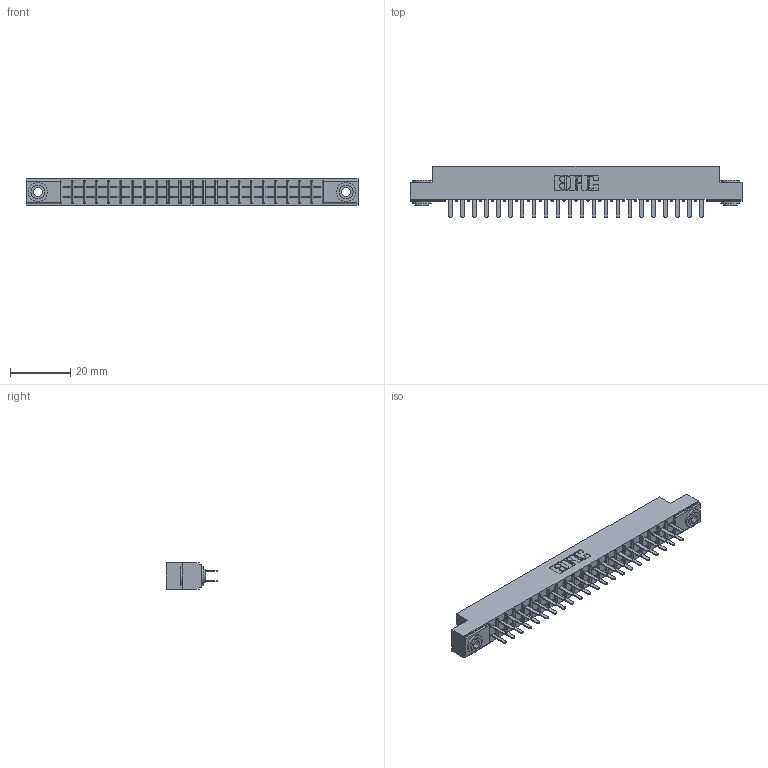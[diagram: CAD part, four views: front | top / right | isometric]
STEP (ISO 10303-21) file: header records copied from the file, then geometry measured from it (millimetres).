
FILE_DESCRIPTION (( 'STEP AP203' ), '1' );
FILE_NAME ('305-044-520-203.STEP', '2019-09-09T19:53:34', ( '' ), ( '' ), 'SwSTEP 2.0', 'SolidWorks 2016', '' );
FILE_SCHEMA (( 'CONFIG_CONTROL_DESIGN' ));
Length unit declared in the file: inch
Products named in the file (4): 305 Part_.156 Dia; 305-044-520-203; 345-250-002_345-250-002-102; 305-290-001_520
Assembly tree (47 placements, depth 2):
  305-044-520-203
    305 Part_.156 Dia
    305-290-001_520  x44
    345-250-002_345-250-002-102  x2
Bounding box: 110.19 x 17.09 x 8.71 mm (x, y, z)
Volume: 6904.1 mm3; surface area: 13329.3 mm2
Topology: 47 solids, 47 shells, 2192 faces, 6214 edges, 4020 vertices
Faces by surface type: plane 1280, cylinder 816, sphere 88, cone 8
Entity records: 27200 total; most frequent: CARTESIAN_POINT 4481, ORIENTED_EDGE 4436, DIRECTION 4366, EDGE_CURVE 2218, VECTOR 1764, LINE 1764, VERTEX_POINT 1416, AXIS2_PLACEMENT_3D 1301
